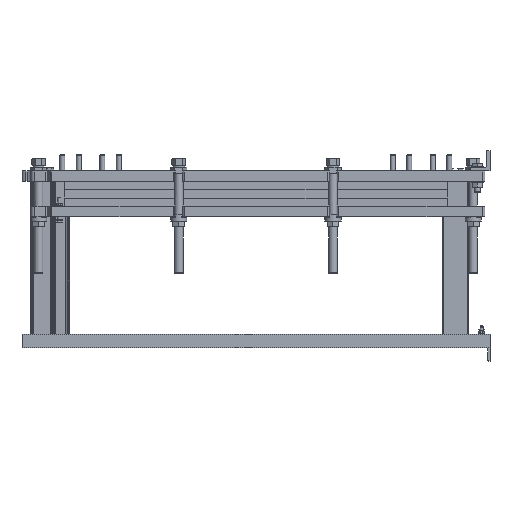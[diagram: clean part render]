
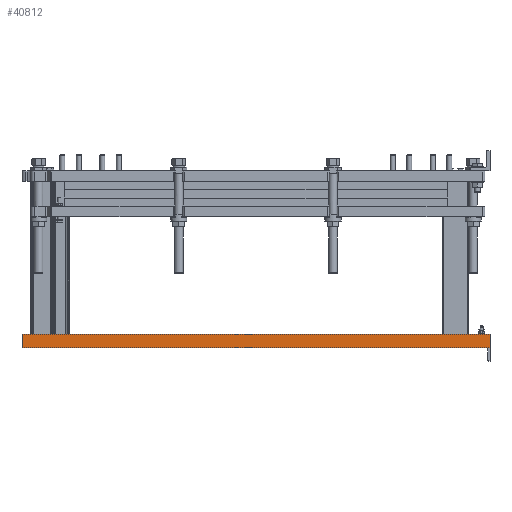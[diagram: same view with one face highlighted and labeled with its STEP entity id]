
A CAD part, left-side view. The second image highlights one B-rep face of the part: STEP entity #40812.
In plain terms, the highlighted planar face has unit normal (-1, 0, 0).
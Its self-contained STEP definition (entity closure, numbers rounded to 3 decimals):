
#5794=FACE_OUTER_BOUND('',#8198,.T.);
#8198=EDGE_LOOP('',(#31581,#31582,#31583,#31584));
#11293=LINE('',#66651,#14177);
#11307=LINE('',#66695,#14191);
#11318=LINE('',#66726,#14202);
#11319=LINE('',#66728,#14203);
#14177=VECTOR('',#53253,10.);
#14191=VECTOR('',#53285,10.);
#14202=VECTOR('',#53326,10.);
#14203=VECTOR('',#53329,10.);
#17475=VERTEX_POINT('',#66647);
#17477=VERTEX_POINT('',#66650);
#17487=VERTEX_POINT('',#66672);
#17498=VERTEX_POINT('',#66693);
#22439=EDGE_CURVE('',#17477,#17475,#11293,.T.);
#22461=EDGE_CURVE('',#17498,#17487,#11307,.T.);
#22477=EDGE_CURVE('',#17477,#17498,#11318,.T.);
#22478=EDGE_CURVE('',#17475,#17487,#11319,.T.);
#31581=ORIENTED_EDGE('',*,*,#22439,.T.);
#31582=ORIENTED_EDGE('',*,*,#22478,.T.);
#31583=ORIENTED_EDGE('',*,*,#22461,.F.);
#31584=ORIENTED_EDGE('',*,*,#22477,.F.);
#36672=PLANE('',#44409);
#40812=ADVANCED_FACE('',(#5794),#36672,.T.);
#44409=AXIS2_PLACEMENT_3D('',#66727,#53327,#53328);
#53253=DIRECTION('',(0.,0.,1.));
#53285=DIRECTION('',(0.,0.,1.));
#53326=DIRECTION('',(0.,1.,0.));
#53327=DIRECTION('center_axis',(-1.,0.,0.));
#53328=DIRECTION('ref_axis',(0.,0.,1.));
#53329=DIRECTION('',(0.,1.,0.));
#66647=CARTESIAN_POINT('',(-60.,-917.,-639.999));
#66650=CARTESIAN_POINT('',(-60.,-917.,-692.999));
#66651=CARTESIAN_POINT('',(-60.,-917.,-692.999));
#66672=CARTESIAN_POINT('',(-60.,916.,-639.999));
#66693=CARTESIAN_POINT('',(-60.,916.,-692.999));
#66695=CARTESIAN_POINT('',(-60.,916.,-692.999));
#66726=CARTESIAN_POINT('',(-60.,-917.,-692.999));
#66727=CARTESIAN_POINT('Origin',(-60.,-917.,-692.999));
#66728=CARTESIAN_POINT('',(-60.,-917.,-639.999));
